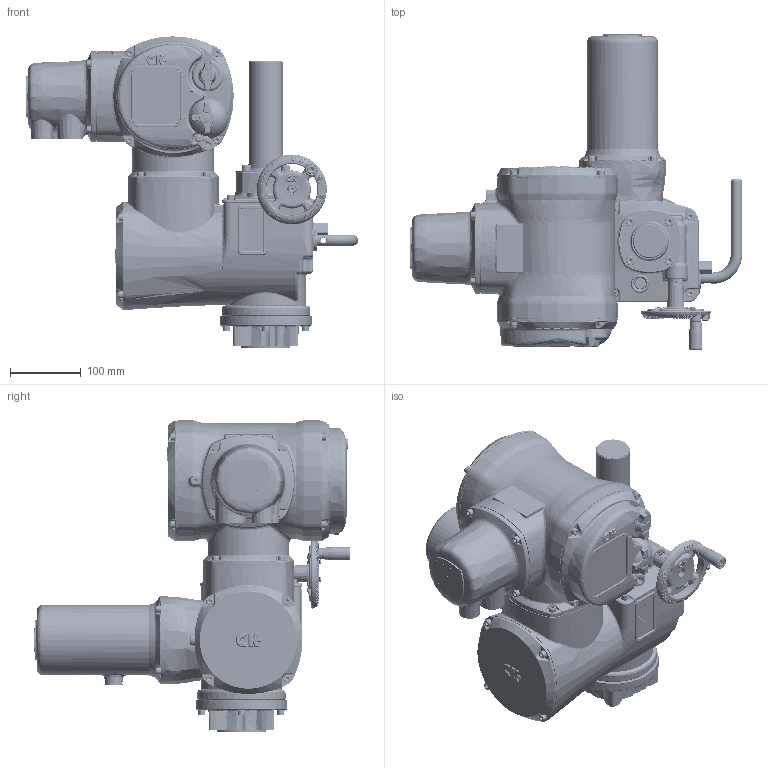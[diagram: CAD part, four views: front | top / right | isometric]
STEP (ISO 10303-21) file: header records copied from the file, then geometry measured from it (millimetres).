
FILE_DESCRIPTION(/* description */ ('Unknown'),/* implementation_level */ '2;1');
FILE_NAME(/* name */ 'A700N0BS00',/* time_stamp */ '2018-12-14T18:12:37+06:00',/* author */ ('Unknown'),/* organization */ ('Unknown'),/* preprocessor_version */ 'ST-DEVELOPER v16.7',/* originating_system */ 'DEX',/* authorisation */ $);
FILE_SCHEMA (('AUTOMOTIVE_DESIGN {1 0 10303 214 3 1 1}'));
Length unit declared in the file: millimetre
Products named in the file (1): A700N0BS00
Bounding box: 470.34 x 448 x 441.05 mm (x, y, z)
Volume: 16132527.7 mm3; surface area: 701049.1 mm2
Topology: 1 solids, 25 shells, 10923 faces, 25898 edges, 15334 vertices
Faces by surface type: plane 3481, bspline 3124, cylinder 2756, torus 691, cone 539, sphere 332
Full cylindrical faces by diameter (mm): 0.65 x1, 1.152 x1, 4.917 x13, 6 x16, 6.45 x4, 6.47 x4, 6.5 x12, 7 x4, 8 x5, 8.2 x1, 8.376 x8, 9 x4, 10 x36, 10.22 x4, 10.8 x4, 12 x1, 13 x10, 13.5 x1, 14 x1, 14.5 x4, 15.5 x1, 16 x5, 17 x4, 18.376 x1, 19 x1, 20 x1, 23.376 x1, 24 x1, 30.376 x1, 42 x1
Entity records: 476374 total; most frequent: CARTESIAN_POINT 176456, ORIENTED_EDGE 50028, DIRECTION 38915, EDGE_CURVE 25014, VERTEX_POINT 15134, AXIS2_PLACEMENT_3D 14258, FACE_BOUND 11968, EDGE_LOOP 11915
